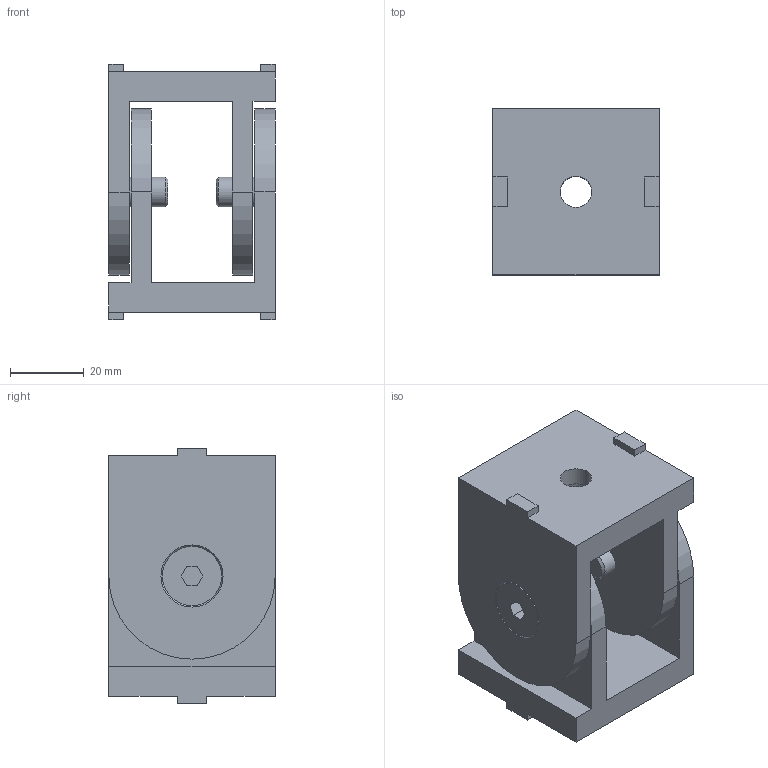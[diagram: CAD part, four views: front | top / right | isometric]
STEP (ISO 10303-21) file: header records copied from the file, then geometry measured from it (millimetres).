
FILE_DESCRIPTION(/* description */ (''),/* implementation_level */ '2;1');
FILE_NAME(/* name */ '324545.stp',/* time_stamp */ '2015-08-13T16:36:06+02:00',/* author */ ('veronikaf'),/* organization */ (''),/* preprocessor_version */ 'ST-DEVELOPER v15.2',/* originating_system */ 'Autodesk Inventor 2014',/* authorisation */ '');
FILE_SCHEMA (('AUTOMOTIVE_DESIGN { 1 0 10303 214 3 1 1 }'));
Length unit declared in the file: millimetre
Products named in the file (3): 324545-1; 200816.4; 324545
Assembly tree (4 placements, depth 2):
  324545
    324545-1  x2
    200816.4  x2
Bounding box: 45 x 45 x 69 mm (x, y, z)
Volume: 73478.7 mm3; surface area: 30026 mm2
Topology: 4 solids, 4 shells, 80 faces, 198 edges, 130 vertices
Faces by surface type: plane 56, cylinder 16, cone 6, torus 2
Full cylindrical faces by diameter (mm): 6.647 x2, 8 x2, 8.2 x2, 8.5 x2, 13.5 x2, 16 x2
Entity records: 1210 total; most frequent: DIRECTION 200, CARTESIAN_POINT 197, ORIENTED_EDGE 174, EDGE_CURVE 87, LINE 68, VECTOR 68, AXIS2_PLACEMENT_3D 66, VERTEX_POINT 63
